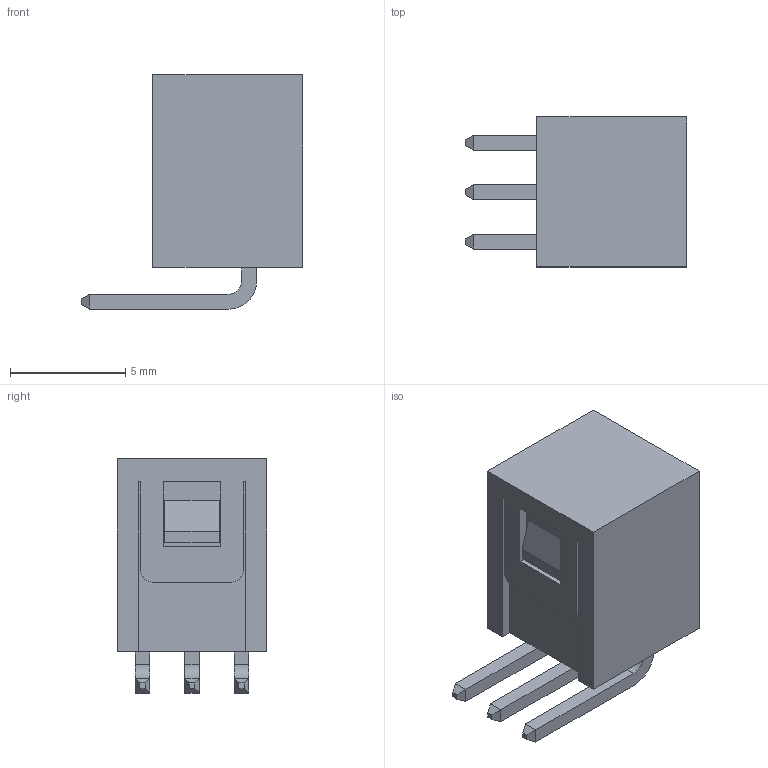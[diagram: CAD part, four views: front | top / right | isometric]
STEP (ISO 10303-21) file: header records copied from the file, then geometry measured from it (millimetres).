
FILE_DESCRIPTION((' '),'2;1');
FILE_NAME('TM1000Q.stp','2017-07-27T09:04:42',(' '),(' '),' ','ACIS',' ');
FILE_SCHEMA(('CONFIG_CONTROL_DESIGN'));
Length unit declared in the file: inch
Products named in the file (1): TM1000Q.stp
Bounding box: 9.6 x 6.5 x 10.17 mm (x, y, z)
Volume: 154.2 mm3; surface area: 649 mm2
Topology: 1 solids, 2 shells, 111 faces, 288 edges, 184 vertices
Faces by surface type: plane 101, cylinder 10
Entity records: 3425 total; most frequent: CARTESIAN_POINT 584, ORIENTED_EDGE 576, DIRECTION 532, EDGE_CURVE 288, VECTOR 268, LINE 268, VERTEX_POINT 184, AXIS2_PLACEMENT_3D 132
